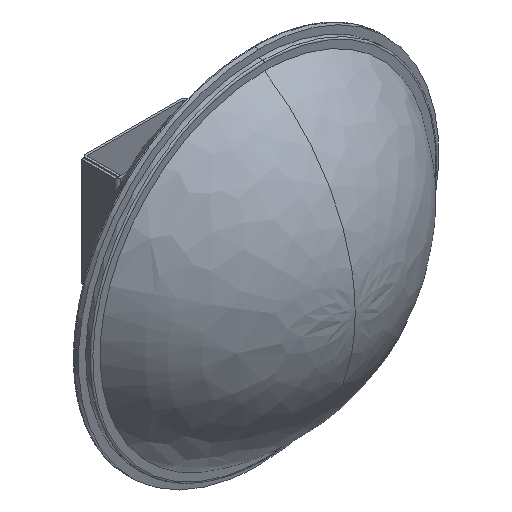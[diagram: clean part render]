
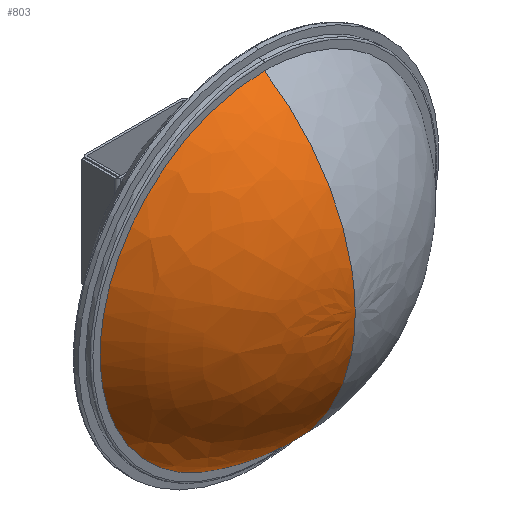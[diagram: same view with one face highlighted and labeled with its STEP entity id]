
A CAD part, isometric view. The second image highlights one B-rep face of the part: STEP entity #803.
In plain terms, the highlighted free-form (B-spline) face has degree [2, 2] with [5, 3] control points.
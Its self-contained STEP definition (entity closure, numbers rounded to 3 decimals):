
#746 = VERTEX_POINT('',#747);
#747 = CARTESIAN_POINT('',(0.,71.337,-129.086));
#748 = VERTEX_POINT('',#749);
#749 = CARTESIAN_POINT('',(0.,71.337,
    129.086));
#757 = EDGE_CURVE('',#748,#746,#758,.T.);
#758 = ( BOUNDED_CURVE() B_SPLINE_CURVE(2,(#759,#760,#761,#762,#763),
.UNSPECIFIED.,.F.,.F.) B_SPLINE_CURVE_WITH_KNOTS((3,2,3),(3.142,
4.712,6.283),.PIECEWISE_BEZIER_KNOTS.) CURVE() 
GEOMETRIC_REPRESENTATION_ITEM() RATIONAL_B_SPLINE_CURVE((1.,
0.707,1.,0.707,1.)) REPRESENTATION_ITEM('') );
#759 = CARTESIAN_POINT('',(0.,71.337,
    129.086));
#760 = CARTESIAN_POINT('',(-129.086,71.337,
    129.086));
#761 = CARTESIAN_POINT('',(-129.086,71.337,
    0.));
#762 = CARTESIAN_POINT('',(-129.086,71.337,
    -129.086));
#763 = CARTESIAN_POINT('',(0.,71.337,
    -129.086));
#773 = EDGE_CURVE('',#746,#774,#776,.T.);
#774 = VERTEX_POINT('',#775);
#775 = CARTESIAN_POINT('',(0.,0.,0.));
#776 = ( BOUNDED_CURVE() B_SPLINE_CURVE(2,(#777,#778,#779),
.UNSPECIFIED.,.F.,.F.) B_SPLINE_CURVE_WITH_KNOTS((3,3),(3.704,
4.711),.PIECEWISE_BEZIER_KNOTS.) CURVE() 
GEOMETRIC_REPRESENTATION_ITEM() RATIONAL_B_SPLINE_CURVE((1.,
0.876,1.)) REPRESENTATION_ITEM('') );
#777 = CARTESIAN_POINT('',(0.,71.337,-129.086));
#778 = CARTESIAN_POINT('',(0.,0.123,-84.186));
#779 = CARTESIAN_POINT('',(0.,0.,0.));
#781 = EDGE_CURVE('',#748,#774,#782,.T.);
#782 = ( BOUNDED_CURVE() B_SPLINE_CURVE(2,(#783,#784,#785),
.UNSPECIFIED.,.F.,.F.) B_SPLINE_CURVE_WITH_KNOTS((3,3),(3.704,
4.711),.PIECEWISE_BEZIER_KNOTS.) CURVE() 
GEOMETRIC_REPRESENTATION_ITEM() RATIONAL_B_SPLINE_CURVE((1.,
0.876,1.)) REPRESENTATION_ITEM('') );
#783 = CARTESIAN_POINT('',(0.,71.337,
    129.086));
#784 = CARTESIAN_POINT('',(0.,0.123,
    84.186));
#785 = CARTESIAN_POINT('',(0.,0.,
    0.));
#803 = ADVANCED_FACE('',(#804),#809,.F.);
#804 = FACE_BOUND('',#805,.F.);
#805 = EDGE_LOOP('',(#806,#807,#808));
#806 = ORIENTED_EDGE('',*,*,#773,.F.);
#807 = ORIENTED_EDGE('',*,*,#757,.F.);
#808 = ORIENTED_EDGE('',*,*,#781,.T.);
#809 = ( BOUNDED_SURFACE() B_SPLINE_SURFACE(2,2,(
    (#810,#811,#812)
    ,(#813,#814,#815)
    ,(#816,#817,#818)
    ,(#819,#820,#821)
    ,(#822,#823,#824
)),.UNSPECIFIED.,.F.,.F.,.F.) B_SPLINE_SURFACE_WITH_KNOTS((3,2,3),(3,3),
  (0.,1.571,3.142),(1.572,2.579),
.PIECEWISE_BEZIER_KNOTS.) GEOMETRIC_REPRESENTATION_ITEM() 
RATIONAL_B_SPLINE_SURFACE((
    (1.,0.876,1.)
    ,(0.707,0.619,0.707)
    ,(1.,0.876,1.)
    ,(0.707,0.619,0.707)
,(1.,0.876,1.))) REPRESENTATION_ITEM('') SURFACE() );
#810 = CARTESIAN_POINT('',(0.,0.,0.));
#811 = CARTESIAN_POINT('',(0.,0.123,84.186));
#812 = CARTESIAN_POINT('',(0.,71.337,129.086));
#813 = CARTESIAN_POINT('',(0.,0.,
    0.));
#814 = CARTESIAN_POINT('',(-84.186,0.123,
    84.186));
#815 = CARTESIAN_POINT('',(-129.086,71.337,
    129.086));
#816 = CARTESIAN_POINT('',(0.,0.,
    0.));
#817 = CARTESIAN_POINT('',(-84.186,0.123,
    0.));
#818 = CARTESIAN_POINT('',(-129.086,71.337,
    0.));
#819 = CARTESIAN_POINT('',(0.,0.,
    0.));
#820 = CARTESIAN_POINT('',(-84.186,0.123,
    -84.186));
#821 = CARTESIAN_POINT('',(-129.086,71.337,
    -129.086));
#822 = CARTESIAN_POINT('',(0.,0.,
    0.));
#823 = CARTESIAN_POINT('',(0.,0.123,
    -84.186));
#824 = CARTESIAN_POINT('',(0.,71.337,
    -129.086));
